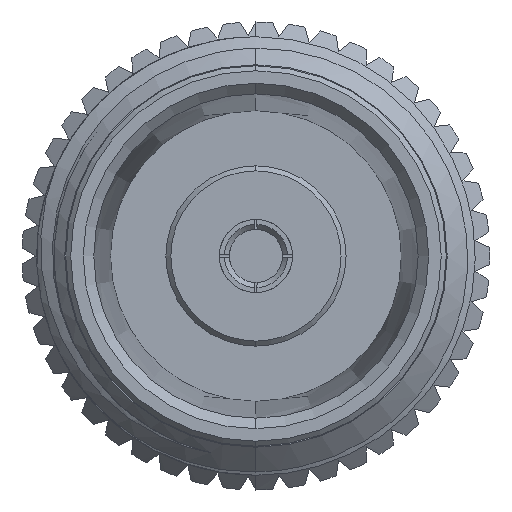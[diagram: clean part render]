
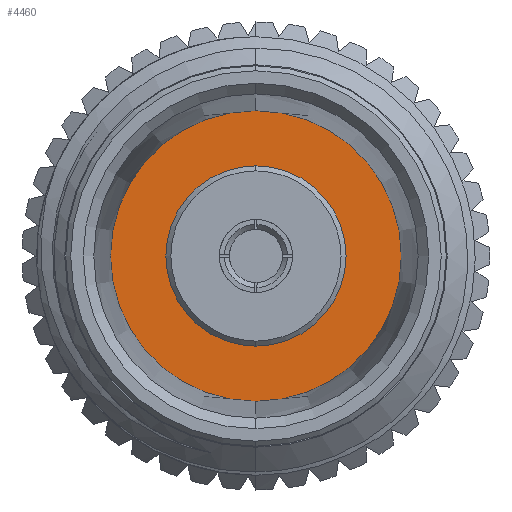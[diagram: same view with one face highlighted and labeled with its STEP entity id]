
A CAD part, left-side view. The second image highlights one B-rep face of the part: STEP entity #4460.
In plain terms, the highlighted planar face has unit normal (-1, 0, 0).
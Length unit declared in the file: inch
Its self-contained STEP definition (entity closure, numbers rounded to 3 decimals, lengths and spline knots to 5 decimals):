
#20 = CARTESIAN_POINT ( 'NONE',  ( 0.33, 0., 0. ) ) ;
#45 = ORIENTED_EDGE ( 'NONE', *, *, #1119, .F. ) ;
#190 = CARTESIAN_POINT ( 'NONE',  ( 0.33, 0., -0.14521 ) ) ;
#547 = ORIENTED_EDGE ( 'NONE', *, *, #1040, .T. ) ;
#689 = CIRCLE ( 'NONE', #1820, 0.09 ) ;
#1040 = EDGE_CURVE ( 'NONE', #9242, #8077, #2058, .T. ) ;
#1119 = EDGE_CURVE ( 'NONE', #7065, #2712, #689, .T. ) ;
#1232 = DIRECTION ( 'NONE',  ( -1., 0., 0. ) ) ;
#1508 = DIRECTION ( 'NONE',  ( 0., 0., 1. ) ) ;
#1577 = AXIS2_PLACEMENT_3D ( 'NONE', #20, #5109, #1508 ) ;
#1578 = DIRECTION ( 'NONE',  ( -1., 0., 0. ) ) ;
#1820 = AXIS2_PLACEMENT_3D ( 'NONE', #5579, #1232, #1959 ) ;
#1959 = DIRECTION ( 'NONE',  ( 0., 0., 1. ) ) ;
#2058 = CIRCLE ( 'NONE', #2743, 0.14521 ) ;
#2434 = EDGE_CURVE ( 'NONE', #2712, #7065, #3633, .T. ) ;
#2712 = VERTEX_POINT ( 'NONE', #3397 ) ;
#2726 = EDGE_CURVE ( 'NONE', #8077, #9242, #3737, .T. ) ;
#2743 = AXIS2_PLACEMENT_3D ( 'NONE', #3059, #1578, #3752 ) ;
#2931 = EDGE_LOOP ( 'NONE', ( #547, #7626 ) ) ;
#3059 = CARTESIAN_POINT ( 'NONE',  ( 0.33, 0., 0. ) ) ;
#3397 = CARTESIAN_POINT ( 'NONE',  ( 0.33, 0., 0.09 ) ) ;
#3633 = CIRCLE ( 'NONE', #1577, 0.09 ) ;
#3737 = CIRCLE ( 'NONE', #8749, 0.14521 ) ;
#3752 = DIRECTION ( 'NONE',  ( 0., 0., 1. ) ) ;
#4460 = ADVANCED_FACE ( 'NONE', ( #7248, #9193 ), #5285, .T. ) ;
#5109 = DIRECTION ( 'NONE',  ( -1., 0., 0. ) ) ;
#5126 = EDGE_LOOP ( 'NONE', ( #45, #8993 ) ) ;
#5285 = PLANE ( 'NONE',  #7897 ) ;
#5426 = CARTESIAN_POINT ( 'NONE',  ( 0.33, 0., -0.09 ) ) ;
#5579 = CARTESIAN_POINT ( 'NONE',  ( 0.33, 0., 0. ) ) ;
#6684 = CARTESIAN_POINT ( 'NONE',  ( 0.33, 0., 0.14521 ) ) ;
#6732 = DIRECTION ( 'NONE',  ( 0., 0., 1. ) ) ;
#7065 = VERTEX_POINT ( 'NONE', #5426 ) ;
#7248 = FACE_BOUND ( 'NONE', #5126, .T. ) ;
#7281 = CARTESIAN_POINT ( 'NONE',  ( 0.33, 0., 0. ) ) ;
#7334 = CARTESIAN_POINT ( 'NONE',  ( 0.33, 0., 0. ) ) ;
#7363 = DIRECTION ( 'NONE',  ( -1., 0., 0. ) ) ;
#7626 = ORIENTED_EDGE ( 'NONE', *, *, #2726, .T. ) ;
#7897 = AXIS2_PLACEMENT_3D ( 'NONE', #7334, #7363, #6732 ) ;
#7956 = DIRECTION ( 'NONE',  ( 0., 0., 1. ) ) ;
#8077 = VERTEX_POINT ( 'NONE', #190 ) ;
#8749 = AXIS2_PLACEMENT_3D ( 'NONE', #7281, #9415, #7956 ) ;
#8993 = ORIENTED_EDGE ( 'NONE', *, *, #2434, .F. ) ;
#9193 = FACE_OUTER_BOUND ( 'NONE', #2931, .T. ) ;
#9242 = VERTEX_POINT ( 'NONE', #6684 ) ;
#9415 = DIRECTION ( 'NONE',  ( -1., 0., 0. ) ) ;
